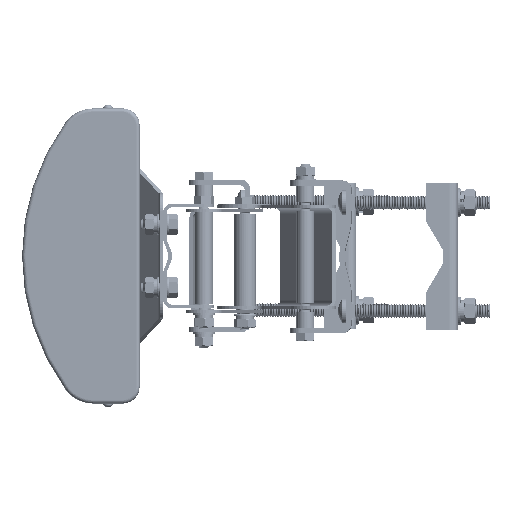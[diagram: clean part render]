
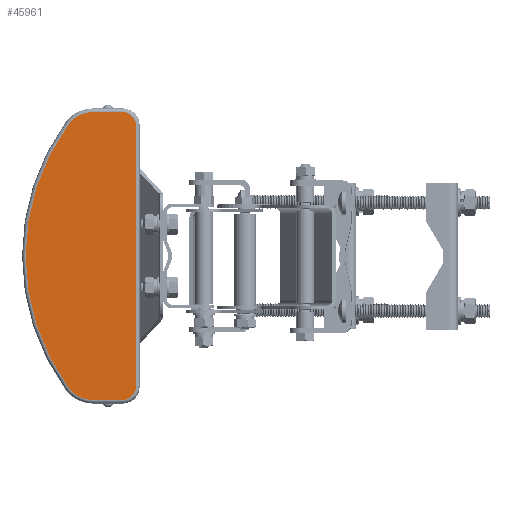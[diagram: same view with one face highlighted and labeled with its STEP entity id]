
A CAD part, left-side view. The second image highlights one B-rep face of the part: STEP entity #45961.
In plain terms, the highlighted planar face has unit normal (-1, 0, 0).
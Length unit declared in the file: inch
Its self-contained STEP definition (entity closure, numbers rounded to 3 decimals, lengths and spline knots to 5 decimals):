
#63 = CIRCLE ( 'NONE', #61395, 0.67 ) ;
#657 = CARTESIAN_POINT ( 'NONE',  ( -19.4219, 0.08, 2.84375 ) ) ;
#799 = CARTESIAN_POINT ( 'NONE',  ( -19.4219, 0.375, -3.13875 ) ) ;
#1169 = VERTEX_POINT ( 'NONE', #64260 ) ;
#1825 = VECTOR ( 'NONE', #6438, 39.37008 ) ;
#2280 = CARTESIAN_POINT ( 'NONE',  ( -19.4219, -2.38309, 0. ) ) ;
#2941 = CARTESIAN_POINT ( 'NONE',  ( -19.4219, 0.375, -2.84375 ) ) ;
#3181 = AXIS2_PLACEMENT_3D ( 'NONE', #2280, #40931, #7819 ) ;
#3988 = EDGE_CURVE ( 'NONE', #26598, #1169, #65324, .T. ) ;
#4139 = DIRECTION ( 'NONE',  ( 0., 0., 1. ) ) ;
#5163 = DIRECTION ( 'NONE',  ( -1., 0., 0. ) ) ;
#5369 = CARTESIAN_POINT ( 'NONE',  ( -19.4219, 0.08, 2.84375 ) ) ;
#5550 = DIRECTION ( 'NONE',  ( 0., 0., 1. ) ) ;
#6011 = AXIS2_PLACEMENT_3D ( 'NONE', #70463, #37238, #4139 ) ;
#6438 = DIRECTION ( 'NONE',  ( 0., 0., 1. ) ) ;
#7283 = CIRCLE ( 'NONE', #41163, 0.67 ) ;
#7819 = DIRECTION ( 'NONE',  ( 0., 0., 1. ) ) ;
#8512 = DIRECTION ( 'NONE',  ( 0., 0., 1. ) ) ;
#11857 = VERTEX_POINT ( 'NONE', #35350 ) ;
#12680 = ORIENTED_EDGE ( 'NONE', *, *, #3988, .T. ) ;
#12741 = LINE ( 'NONE', #26968, #27429 ) ;
#15131 = CIRCLE ( 'NONE', #6011, 0.295 ) ;
#16579 = LINE ( 'NONE', #657, #1825 ) ;
#18131 = CARTESIAN_POINT ( 'NONE',  ( -19.4219, 1.01238, 2.46875 ) ) ;
#18248 = VECTOR ( 'NONE', #39506, 39.37008 ) ;
#18733 = EDGE_CURVE ( 'NONE', #71365, #26598, #16579, .T. ) ;
#23667 = DIRECTION ( 'NONE',  ( 0., 0., 1. ) ) ;
#25836 = ORIENTED_EDGE ( 'NONE', *, *, #61231, .T. ) ;
#26598 = VERTEX_POINT ( 'NONE', #5369 ) ;
#26968 = CARTESIAN_POINT ( 'NONE',  ( -19.4219, 1.01238, 3.13875 ) ) ;
#27240 = VERTEX_POINT ( 'NONE', #28247 ) ;
#27429 = VECTOR ( 'NONE', #60166, 39.37008 ) ;
#28247 = CARTESIAN_POINT ( 'NONE',  ( -19.4219, 1.55429, 2.86275 ) ) ;
#28470 = CARTESIAN_POINT ( 'NONE',  ( -19.4219, 1.55429, -2.86275 ) ) ;
#28931 = ORIENTED_EDGE ( 'NONE', *, *, #68547, .T. ) ;
#30748 = EDGE_CURVE ( 'NONE', #37840, #47618, #63, .T. ) ;
#30859 = EDGE_CURVE ( 'NONE', #47618, #11857, #32892, .T. ) ;
#31074 = EDGE_LOOP ( 'NONE', ( #67601, #31747, #40671, #41151, #37456, #12680, #28931, #25836 ) ) ;
#31747 = ORIENTED_EDGE ( 'NONE', *, *, #30748, .T. ) ;
#32892 = LINE ( 'NONE', #799, #18248 ) ;
#33366 = EDGE_CURVE ( 'NONE', #27240, #37840, #67758, .T. ) ;
#35350 = CARTESIAN_POINT ( 'NONE',  ( -19.4219, 0.375, -3.13875 ) ) ;
#37238 = DIRECTION ( 'NONE',  ( -1., 0., 0. ) ) ;
#37303 = CARTESIAN_POINT ( 'NONE',  ( -19.4219, 1.01238, 3.13875 ) ) ;
#37456 = ORIENTED_EDGE ( 'NONE', *, *, #18733, .T. ) ;
#37840 = VERTEX_POINT ( 'NONE', #28470 ) ;
#38025 = AXIS2_PLACEMENT_3D ( 'NONE', #71901, #38697, #5550 ) ;
#38299 = CARTESIAN_POINT ( 'NONE',  ( -19.4219, 1.01238, -2.46875 ) ) ;
#38697 = DIRECTION ( 'NONE',  ( -1., 0., 0. ) ) ;
#39376 = FACE_OUTER_BOUND ( 'NONE', #31074, .T. ) ;
#39506 = DIRECTION ( 'NONE',  ( 0., -1., 0. ) ) ;
#40671 = ORIENTED_EDGE ( 'NONE', *, *, #30859, .T. ) ;
#40931 = DIRECTION ( 'NONE',  ( -1., 0., 0. ) ) ;
#41107 = CARTESIAN_POINT ( 'NONE',  ( -19.4219, 1.01238, -3.13875 ) ) ;
#41151 = ORIENTED_EDGE ( 'NONE', *, *, #43558, .T. ) ;
#41163 = AXIS2_PLACEMENT_3D ( 'NONE', #18131, #56774, #23667 ) ;
#41573 = DIRECTION ( 'NONE',  ( -1., 0., 0. ) ) ;
#43558 = EDGE_CURVE ( 'NONE', #11857, #71365, #15131, .T. ) ;
#43864 = DIRECTION ( 'NONE',  ( 0., 0., 1. ) ) ;
#45961 = ADVANCED_FACE ( 'NONE', ( #39376 ), #46959, .T. ) ;
#46959 = PLANE ( 'NONE',  #60502 ) ;
#47460 = VERTEX_POINT ( 'NONE', #37303 ) ;
#47618 = VERTEX_POINT ( 'NONE', #41107 ) ;
#48713 = CARTESIAN_POINT ( 'NONE',  ( -19.4219, 0.08, -2.84375 ) ) ;
#56774 = DIRECTION ( 'NONE',  ( -1., 0., 0. ) ) ;
#60166 = DIRECTION ( 'NONE',  ( 0., 1., 0. ) ) ;
#60502 = AXIS2_PLACEMENT_3D ( 'NONE', #2941, #41573, #8512 ) ;
#61231 = EDGE_CURVE ( 'NONE', #47460, #27240, #7283, .T. ) ;
#61395 = AXIS2_PLACEMENT_3D ( 'NONE', #38299, #5163, #43864 ) ;
#64260 = CARTESIAN_POINT ( 'NONE',  ( -19.4219, 0.375, 3.13875 ) ) ;
#65324 = CIRCLE ( 'NONE', #38025, 0.295 ) ;
#67601 = ORIENTED_EDGE ( 'NONE', *, *, #33366, .T. ) ;
#67758 = CIRCLE ( 'NONE', #3181, 4.86809 ) ;
#68547 = EDGE_CURVE ( 'NONE', #1169, #47460, #12741, .T. ) ;
#70463 = CARTESIAN_POINT ( 'NONE',  ( -19.4219, 0.375, -2.84375 ) ) ;
#71365 = VERTEX_POINT ( 'NONE', #48713 ) ;
#71901 = CARTESIAN_POINT ( 'NONE',  ( -19.4219, 0.375, 2.84375 ) ) ;
